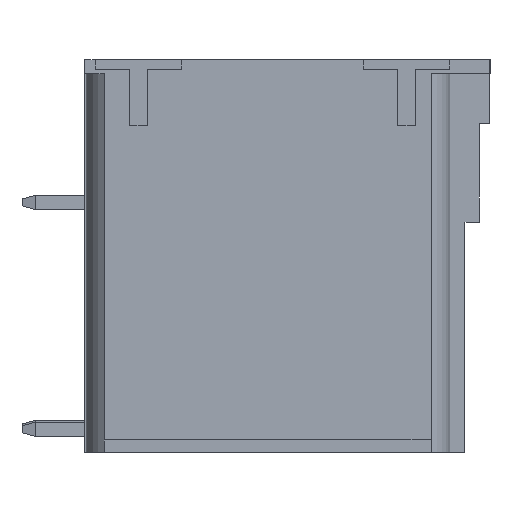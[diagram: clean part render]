
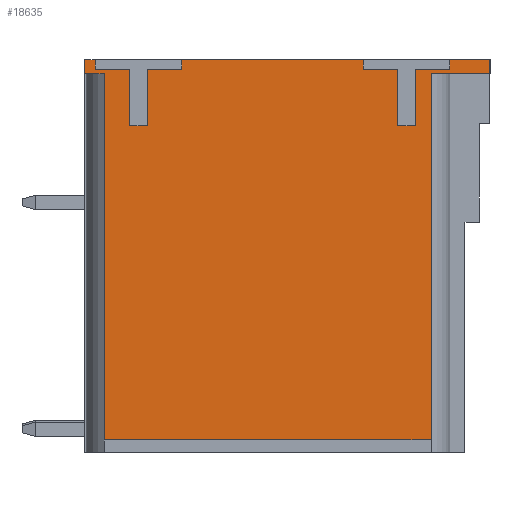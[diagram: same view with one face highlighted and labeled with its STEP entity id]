
A CAD part, left-side view. The second image highlights one B-rep face of the part: STEP entity #18635.
In plain terms, the highlighted planar face has unit normal (-1, 0, 0).
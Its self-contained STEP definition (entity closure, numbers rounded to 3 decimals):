
#4471=ORIENTED_EDGE('',*,*,#5575,.T.);
#4472=ORIENTED_EDGE('',*,*,#5987,.T.);
#4473=ORIENTED_EDGE('',*,*,#7661,.T.);
#4474=ORIENTED_EDGE('',*,*,#7663,.T.);
#4475=ORIENTED_EDGE('',*,*,#7665,.T.);
#4476=ORIENTED_EDGE('',*,*,#7667,.T.);
#4477=ORIENTED_EDGE('',*,*,#7669,.T.);
#4478=ORIENTED_EDGE('',*,*,#7671,.T.);
#4479=ORIENTED_EDGE('',*,*,#7672,.T.);
#4480=ORIENTED_EDGE('',*,*,#5984,.T.);
#4481=ORIENTED_EDGE('',*,*,#7674,.T.);
#4482=ORIENTED_EDGE('',*,*,#7676,.T.);
#4483=ORIENTED_EDGE('',*,*,#7678,.T.);
#4484=ORIENTED_EDGE('',*,*,#7680,.T.);
#4485=ORIENTED_EDGE('',*,*,#7682,.T.);
#4486=ORIENTED_EDGE('',*,*,#7684,.T.);
#4487=ORIENTED_EDGE('',*,*,#7685,.T.);
#4488=ORIENTED_EDGE('',*,*,#5981,.T.);
#4489=ORIENTED_EDGE('',*,*,#5611,.T.);
#4490=ORIENTED_EDGE('',*,*,#5703,.T.);
#4491=ORIENTED_EDGE('',*,*,#7616,.T.);
#4492=ORIENTED_EDGE('',*,*,#7659,.T.);
#4493=ORIENTED_EDGE('',*,*,#7632,.T.);
#4494=ORIENTED_EDGE('',*,*,#5707,.F.);
#5575=EDGE_CURVE('',#8202,#8201,#9911,.T.);
#5611=EDGE_CURVE('',#8238,#8237,#9947,.T.);
#5703=EDGE_CURVE('',#8237,#8317,#10033,.T.);
#5707=EDGE_CURVE('',#8202,#8321,#10036,.T.);
#5981=EDGE_CURVE('',#8576,#8238,#10299,.T.);
#5984=EDGE_CURVE('',#8578,#8577,#10302,.T.);
#5987=EDGE_CURVE('',#8201,#8579,#10305,.T.);
#7616=EDGE_CURVE('',#8317,#9549,#11820,.T.);
#7632=EDGE_CURVE('',#9554,#8321,#11836,.T.);
#7659=EDGE_CURVE('',#9549,#9554,#11861,.T.);
#7661=EDGE_CURVE('',#8579,#9569,#11863,.T.);
#7663=EDGE_CURVE('',#9569,#9570,#11865,.T.);
#7665=EDGE_CURVE('',#9570,#9571,#11867,.T.);
#7667=EDGE_CURVE('',#9571,#9572,#11869,.T.);
#7669=EDGE_CURVE('',#9572,#9573,#11871,.T.);
#7671=EDGE_CURVE('',#9573,#9574,#11873,.T.);
#7672=EDGE_CURVE('',#9574,#8578,#11874,.T.);
#7674=EDGE_CURVE('',#8577,#9575,#11876,.T.);
#7676=EDGE_CURVE('',#9575,#9576,#11878,.T.);
#7678=EDGE_CURVE('',#9576,#9577,#11880,.T.);
#7680=EDGE_CURVE('',#9577,#9578,#11882,.T.);
#7682=EDGE_CURVE('',#9578,#9579,#11884,.T.);
#7684=EDGE_CURVE('',#9579,#9580,#11886,.T.);
#7685=EDGE_CURVE('',#9580,#8576,#11887,.T.);
#8201=VERTEX_POINT('',#24861);
#8202=VERTEX_POINT('',#24863);
#8237=VERTEX_POINT('',#24934);
#8238=VERTEX_POINT('',#24936);
#8317=VERTEX_POINT('',#25117);
#8321=VERTEX_POINT('',#25127);
#8576=VERTEX_POINT('',#25674);
#8577=VERTEX_POINT('',#25677);
#8578=VERTEX_POINT('',#25679);
#8579=VERTEX_POINT('',#25682);
#9549=VERTEX_POINT('',#28960);
#9554=VERTEX_POINT('',#28993);
#9569=VERTEX_POINT('',#29055);
#9570=VERTEX_POINT('',#29059);
#9571=VERTEX_POINT('',#29063);
#9572=VERTEX_POINT('',#29067);
#9573=VERTEX_POINT('',#29071);
#9574=VERTEX_POINT('',#29075);
#9575=VERTEX_POINT('',#29081);
#9576=VERTEX_POINT('',#29085);
#9577=VERTEX_POINT('',#29089);
#9578=VERTEX_POINT('',#29093);
#9579=VERTEX_POINT('',#29097);
#9580=VERTEX_POINT('',#29101);
#9911=LINE('',#24862,#12381);
#9947=LINE('',#24935,#12417);
#10033=LINE('',#25119,#12503);
#10036=LINE('',#25126,#12506);
#10299=LINE('',#25673,#12769);
#10302=LINE('',#25678,#12772);
#10305=LINE('',#25683,#12775);
#11820=LINE('',#28961,#14290);
#11836=LINE('',#28994,#14306);
#11861=LINE('',#29052,#14331);
#11863=LINE('',#29056,#14333);
#11865=LINE('',#29060,#14335);
#11867=LINE('',#29064,#14337);
#11869=LINE('',#29068,#14339);
#11871=LINE('',#29072,#14341);
#11873=LINE('',#29076,#14343);
#11874=LINE('',#29078,#14344);
#11876=LINE('',#29082,#14346);
#11878=LINE('',#29086,#14348);
#11880=LINE('',#29090,#14350);
#11882=LINE('',#29094,#14352);
#11884=LINE('',#29098,#14354);
#11886=LINE('',#29102,#14356);
#11887=LINE('',#29104,#14357);
#12381=VECTOR('',#20125,1000.);
#12417=VECTOR('',#20163,1000.);
#12503=VECTOR('',#20283,1000.);
#12506=VECTOR('',#20290,1000.);
#12769=VECTOR('',#20611,1000.);
#12772=VECTOR('',#20614,1000.);
#12775=VECTOR('',#20617,1000.);
#14290=VECTOR('',#23718,1000.);
#14306=VECTOR('',#23758,1000.);
#14331=VECTOR('',#23821,1000.);
#14333=VECTOR('',#23825,1000.);
#14335=VECTOR('',#23829,1000.);
#14337=VECTOR('',#23833,1000.);
#14339=VECTOR('',#23837,1000.);
#14341=VECTOR('',#23841,1000.);
#14343=VECTOR('',#23845,1000.);
#14344=VECTOR('',#23848,1000.);
#14346=VECTOR('',#23852,1000.);
#14348=VECTOR('',#23856,1000.);
#14350=VECTOR('',#23860,1000.);
#14352=VECTOR('',#23864,1000.);
#14354=VECTOR('',#23868,1000.);
#14356=VECTOR('',#23872,1000.);
#14357=VECTOR('',#23875,1000.);
#15655=EDGE_LOOP('',(#4471,#4472,#4473,#4474,#4475,#4476,#4477,#4478,#4479,
#4480,#4481,#4482,#4483,#4484,#4485,#4486,#4487,#4488,#4489,#4490,#4491,
#4492,#4493,#4494));
#16721=FACE_BOUND('',#15655,.T.);
#17681=PLANE('',#19864);
#18635=ADVANCED_FACE('',(#16721),#17681,.T.);
#19864=AXIS2_PLACEMENT_3D('',#29105,#23876,#23877);
#20125=DIRECTION('',(0.,0.,1.));
#20163=DIRECTION('',(0.,0.,-1.));
#20283=DIRECTION('',(0.,-1.,0.));
#20290=DIRECTION('',(0.,1.,0.));
#20611=DIRECTION('',(0.,1.,0.));
#20614=DIRECTION('',(0.,1.,0.));
#20617=DIRECTION('',(0.,1.,0.));
#23718=DIRECTION('',(0.,0.,-1.));
#23758=DIRECTION('',(0.,0.,1.));
#23821=DIRECTION('',(0.,-1.,0.));
#23825=DIRECTION('',(0.,0.,-1.));
#23829=DIRECTION('',(0.,1.,0.));
#23833=DIRECTION('',(0.,0.,-1.));
#23837=DIRECTION('',(0.,1.,0.));
#23841=DIRECTION('',(0.,0.,1.));
#23845=DIRECTION('',(0.,1.,0.));
#23848=DIRECTION('',(0.,0.,1.));
#23852=DIRECTION('',(0.,0.,-1.));
#23856=DIRECTION('',(0.,1.,0.));
#23860=DIRECTION('',(0.,0.,-1.));
#23864=DIRECTION('',(0.,1.,0.));
#23868=DIRECTION('',(0.,0.,1.));
#23872=DIRECTION('',(0.,1.,0.));
#23875=DIRECTION('',(0.,0.,1.));
#23876=DIRECTION('',(-1.,0.,0.));
#23877=DIRECTION('',(0.,0.,1.));
#24861=CARTESIAN_POINT('',(-16.525,-11.35,0.));
#24862=CARTESIAN_POINT('',(-16.525,-11.35,-1.5));
#24863=CARTESIAN_POINT('',(-16.525,-11.35,-0.8));
#24934=CARTESIAN_POINT('',(-16.525,11.35,-0.8));
#24935=CARTESIAN_POINT('',(-16.525,11.35,0.));
#24936=CARTESIAN_POINT('',(-16.525,11.35,0.));
#25117=CARTESIAN_POINT('',(-16.525,10.25,-0.8));
#25119=CARTESIAN_POINT('',(-16.525,11.35,-0.8));
#25126=CARTESIAN_POINT('',(-16.525,-6.574,-0.8));
#25127=CARTESIAN_POINT('',(-16.525,-8.05,-0.8));
#25673=CARTESIAN_POINT('',(-16.525,10.75,0.));
#25674=CARTESIAN_POINT('',(-16.525,10.75,0.));
#25677=CARTESIAN_POINT('',(-16.525,5.9,0.));
#25678=CARTESIAN_POINT('',(-16.525,-4.25,0.));
#25679=CARTESIAN_POINT('',(-16.525,-4.25,0.));
#25682=CARTESIAN_POINT('',(-16.525,-9.1,0.));
#25683=CARTESIAN_POINT('',(-16.525,-11.35,0.));
#28960=CARTESIAN_POINT('',(-16.525,10.25,-21.3));
#28961=CARTESIAN_POINT('',(-16.525,10.25,-0.8));
#28993=CARTESIAN_POINT('',(-16.525,-8.05,-21.3));
#28994=CARTESIAN_POINT('',(-16.525,-8.05,-0.8));
#29052=CARTESIAN_POINT('',(-16.525,10.25,-21.3));
#29055=CARTESIAN_POINT('',(-16.525,-9.1,-0.55));
#29056=CARTESIAN_POINT('',(-16.525,-9.1,0.));
#29059=CARTESIAN_POINT('',(-16.525,-7.175,-0.55));
#29060=CARTESIAN_POINT('',(-16.525,-9.1,-0.55));
#29063=CARTESIAN_POINT('',(-16.525,-7.175,-3.7));
#29064=CARTESIAN_POINT('',(-16.525,-7.175,-0.55));
#29067=CARTESIAN_POINT('',(-16.525,-6.175,-3.7));
#29068=CARTESIAN_POINT('',(-16.525,-7.175,-3.7));
#29071=CARTESIAN_POINT('',(-16.525,-6.175,-0.55));
#29072=CARTESIAN_POINT('',(-16.525,-6.175,-3.7));
#29075=CARTESIAN_POINT('',(-16.525,-4.25,-0.55));
#29076=CARTESIAN_POINT('',(-16.525,-6.175,-0.55));
#29078=CARTESIAN_POINT('',(-16.525,-4.25,-0.55));
#29081=CARTESIAN_POINT('',(-16.525,5.9,-0.55));
#29082=CARTESIAN_POINT('',(-16.525,5.9,0.));
#29085=CARTESIAN_POINT('',(-16.525,7.825,-0.55));
#29086=CARTESIAN_POINT('',(-16.525,5.9,-0.55));
#29089=CARTESIAN_POINT('',(-16.525,7.825,-3.7));
#29090=CARTESIAN_POINT('',(-16.525,7.825,-0.55));
#29093=CARTESIAN_POINT('',(-16.525,8.825,-3.7));
#29094=CARTESIAN_POINT('',(-16.525,7.825,-3.7));
#29097=CARTESIAN_POINT('',(-16.525,8.825,-0.55));
#29098=CARTESIAN_POINT('',(-16.525,8.825,-3.7));
#29101=CARTESIAN_POINT('',(-16.525,10.75,-0.55));
#29102=CARTESIAN_POINT('',(-16.525,8.825,-0.55));
#29104=CARTESIAN_POINT('',(-16.525,10.75,-0.55));
#29105=CARTESIAN_POINT('',(-16.525,0.,0.));
